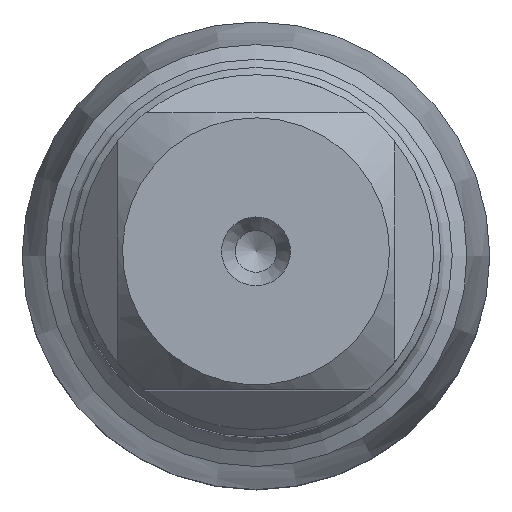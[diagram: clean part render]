
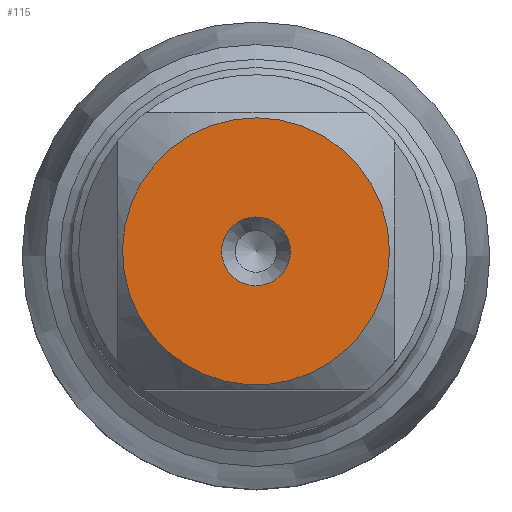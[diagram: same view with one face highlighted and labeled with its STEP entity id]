
A CAD part, top view. The second image highlights one B-rep face of the part: STEP entity #115.
In plain terms, the highlighted planar face has unit normal (0, 0, 1).
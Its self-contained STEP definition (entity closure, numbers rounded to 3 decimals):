
#82=PLANE('',#480);
#115=ADVANCED_FACE('',(#152,#153),#82,.F.);
#152=FACE_BOUND('',#192,.T.);
#153=FACE_BOUND('',#193,.T.);
#192=EDGE_LOOP('',(#240));
#193=EDGE_LOOP('',(#241));
#240=ORIENTED_EDGE('',*,*,#359,.T.);
#241=ORIENTED_EDGE('',*,*,#360,.T.);
#322=VERTEX_POINT('',#714);
#323=VERTEX_POINT('',#716);
#359=EDGE_CURVE('',#322,#322,#402,.T.);
#360=EDGE_CURVE('',#323,#323,#403,.T.);
#402=CIRCLE('',#478,1.65);
#403=CIRCLE('',#479,6.398);
#478=AXIS2_PLACEMENT_3D('',#713,#554,#555);
#479=AXIS2_PLACEMENT_3D('',#715,#556,#557);
#480=AXIS2_PLACEMENT_3D('',#717,#558,#559);
#554=DIRECTION('',(0.,0.,-1.));
#555=DIRECTION('',(-1.,0.,0.));
#556=DIRECTION('',(0.,0.,1.));
#557=DIRECTION('',(1.,0.,0.));
#558=DIRECTION('',(0.,0.,-1.));
#559=DIRECTION('',(-1.,0.,0.));
#713=CARTESIAN_POINT('',(0.,0.,0.));
#714=CARTESIAN_POINT('',(-1.65,0.,0.));
#715=CARTESIAN_POINT('',(0.,0.,0.));
#716=CARTESIAN_POINT('',(6.398,0.,0.));
#717=CARTESIAN_POINT('',(9.052,0.,0.));
